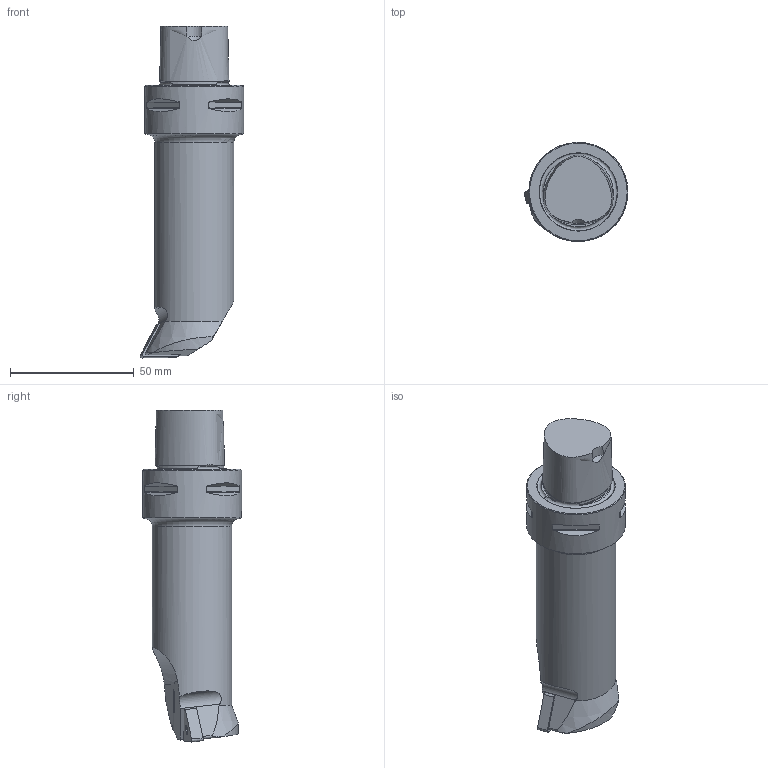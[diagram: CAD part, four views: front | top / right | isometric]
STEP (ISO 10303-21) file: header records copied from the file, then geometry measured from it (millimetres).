
FILE_DESCRIPTION(/* description */ (''),/* implementation_level */ '2;1');
FILE_NAME(/* name */ '1559889002851.stp',/* time_stamp */ '2019-06-07T12:00:14+06:00',/* author */ (''),/* organization */ ('SMS'),/* preprocessor_version */ 'ST-DEVELOPER v15',/* originating_system */ 'SIEMENS PLM Software NX 8.5',/* authorisation */ '');
FILE_SCHEMA (('AUTOMOTIVE_DESIGN { 1 0 10303 214 3 1 1 1 }'));
Length unit declared in the file: millimetre
Products named in the file (4): ASSEMBLY_CONSTRUCTION; IsoTurningInsert; 201754135mod000_00; 201754133mod000_00
Assembly tree (3 placements, depth 2):
  201754133mod000_00
    201754135mod000_00
    IsoTurningInsert
    ASSEMBLY_CONSTRUCTION
Bounding box: 41.88 x 39.99 x 134 mm (x, y, z)
Volume: 102816.7 mm3; surface area: 15900.7 mm2
Topology: 2 solids, 2 shells, 78 faces, 201 edges, 140 vertices
Faces by surface type: plane 35, cylinder 22, bspline 10, cone 9, torus 2
Full cylindrical faces by diameter (mm): 3.81 x2, 32 x1, 40 x1
Entity records: 27621 total; most frequent: CARTESIAN_POINT 25740, ORIENTED_EDGE 368, DIRECTION 326, EDGE_CURVE 184, AXIS2_PLACEMENT_3D 132, VERTEX_POINT 127, EDGE_LOOP 97, ADVANCED_FACE 78
